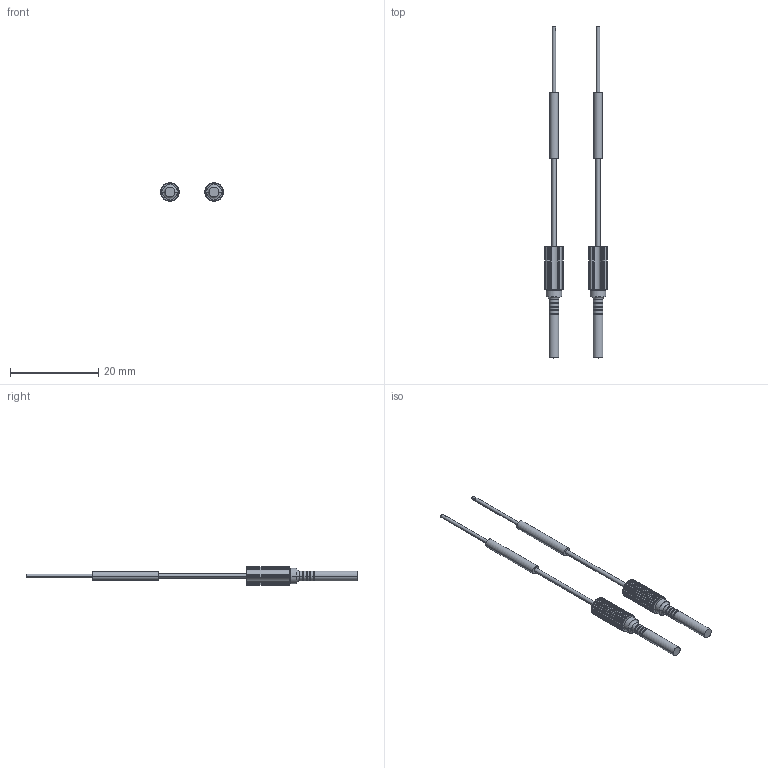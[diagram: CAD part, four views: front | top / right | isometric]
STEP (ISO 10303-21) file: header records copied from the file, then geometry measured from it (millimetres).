
FILE_DESCRIPTION((''),'2;1');
FILE_NAME('PT24L_ASM','2020-05-25T17:02:37',('Administrator'),(''),'CREO PARAMETRIC BY PTC INC, 2018400','CREO PARAMETRIC BY PTC INC, 2018400','');
FILE_SCHEMA(('AUTOMOTIVE_DESIGN { 1 0 10303 214 1 1 1 1 }'));
Length unit declared in the file: millimetre
Products named in the file (3): PT24L; JW22_; PT24L_ASM
Assembly tree (4 placements, depth 2):
  PT24L_ASM
    PT24L  x2
    JW22_  x2
Bounding box: 14.2 x 75.2 x 4.19 mm (x, y, z)
Volume: 532.7 mm3; surface area: 1067.5 mm2
Topology: 4 solids, 4 shells, 288 faces, 774 edges, 504 vertices
Faces by surface type: cylinder 242, plane 26, torus 20
Entity records: 4869 total; most frequent: DIRECTION 947, CARTESIAN_POINT 799, ORIENTED_EDGE 774, AXIS2_PLACEMENT_3D 409, EDGE_CURVE 387, CIRCLE 258, VERTEX_POINT 252, EDGE_LOOP 149
